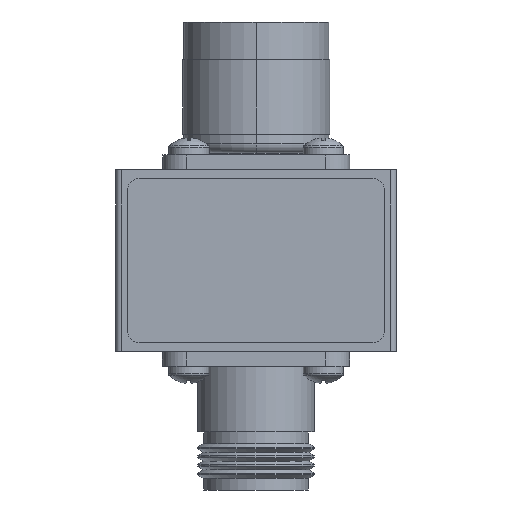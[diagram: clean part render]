
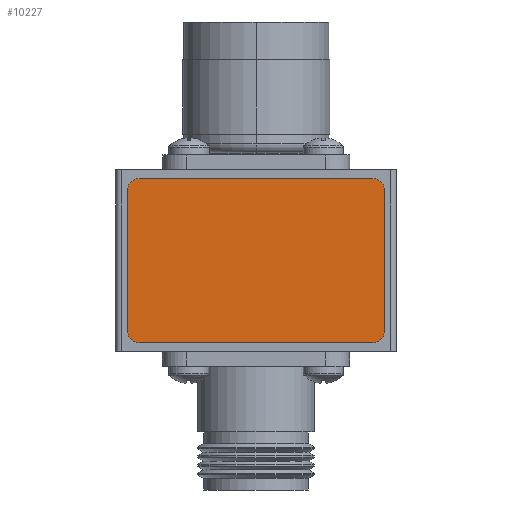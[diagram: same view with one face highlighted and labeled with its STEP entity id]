
A CAD part, front view. The second image highlights one B-rep face of the part: STEP entity #10227.
In plain terms, the highlighted face is planar.
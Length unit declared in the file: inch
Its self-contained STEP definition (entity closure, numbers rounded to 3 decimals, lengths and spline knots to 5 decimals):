
#213 = EDGE_CURVE ( 'NONE', #4460, #5205, #4767, .T. ) ;
#361 = DIRECTION ( 'NONE',  ( 0., 1., 0. ) ) ;
#438 = EDGE_CURVE ( 'NONE', #11568, #4460, #10984, .T. ) ;
#520 = VERTEX_POINT ( 'NONE', #1146 ) ;
#1146 = CARTESIAN_POINT ( 'NONE',  ( 0.6875, -0.375, 0.005 ) ) ;
#1736 = DIRECTION ( 'NONE',  ( 1., 0., 0. ) ) ;
#1854 = CARTESIAN_POINT ( 'NONE',  ( -0.625, 0.375, 0.005 ) ) ;
#1989 = DIRECTION ( 'NONE',  ( 0., 0., 1. ) ) ;
#2016 = CARTESIAN_POINT ( 'NONE',  ( 0.6875, 0.375, 0.005 ) ) ;
#2124 = CIRCLE ( 'NONE', #4666, 0.0625 ) ;
#2349 = AXIS2_PLACEMENT_3D ( 'NONE', #4083, #9702, #1736 ) ;
#2403 = CIRCLE ( 'NONE', #6615, 0.0625 ) ;
#2451 = EDGE_CURVE ( 'NONE', #520, #3645, #12547, .T. ) ;
#2478 = LINE ( 'NONE', #3985, #4718 ) ;
#2768 = DIRECTION ( 'NONE',  ( 1., 0., 0. ) ) ;
#2804 = VERTEX_POINT ( 'NONE', #11094 ) ;
#2905 = DIRECTION ( 'NONE',  ( -1., 0., 0. ) ) ;
#2910 = CARTESIAN_POINT ( 'NONE',  ( 0.625, 0.375, 0.005 ) ) ;
#2958 = DIRECTION ( 'NONE',  ( -1., 0., 0. ) ) ;
#3645 = VERTEX_POINT ( 'NONE', #2016 ) ;
#3932 = CARTESIAN_POINT ( 'NONE',  ( 0.625, -0.4375, 0.005 ) ) ;
#3950 = DIRECTION ( 'NONE',  ( 0., 0., -1. ) ) ;
#3985 = CARTESIAN_POINT ( 'NONE',  ( -0.625, -0.4375, 0.005 ) ) ;
#4015 = ORIENTED_EDGE ( 'NONE', *, *, #6711, .T. ) ;
#4083 = CARTESIAN_POINT ( 'NONE',  ( 0.625, -0.375, 0.005 ) ) ;
#4288 = VERTEX_POINT ( 'NONE', #3932 ) ;
#4460 = VERTEX_POINT ( 'NONE', #9516 ) ;
#4602 = CARTESIAN_POINT ( 'NONE',  ( -0.6875, 0.375, 0.005 ) ) ;
#4666 = AXIS2_PLACEMENT_3D ( 'NONE', #6401, #11642, #11691 ) ;
#4718 = VECTOR ( 'NONE', #2768, 39.37008 ) ;
#4767 = CIRCLE ( 'NONE', #12636, 0.0625 ) ;
#5133 = EDGE_CURVE ( 'NONE', #7487, #2804, #2124, .T. ) ;
#5205 = VERTEX_POINT ( 'NONE', #4602 ) ;
#5980 = EDGE_CURVE ( 'NONE', #5205, #7487, #8664, .T. ) ;
#6051 = DIRECTION ( 'NONE',  ( -1., 0., 0. ) ) ;
#6052 = CARTESIAN_POINT ( 'NONE',  ( -0.6875, -0.375, 0.005 ) ) ;
#6401 = CARTESIAN_POINT ( 'NONE',  ( -0.625, -0.375, 0.005 ) ) ;
#6615 = AXIS2_PLACEMENT_3D ( 'NONE', #2910, #10100, #7998 ) ;
#6711 = EDGE_CURVE ( 'NONE', #3645, #11568, #2403, .T. ) ;
#7082 = FACE_OUTER_BOUND ( 'NONE', #11295, .T. ) ;
#7107 = PLANE ( 'NONE',  #12122 ) ;
#7432 = ORIENTED_EDGE ( 'NONE', *, *, #438, .T. ) ;
#7487 = VERTEX_POINT ( 'NONE', #9436 ) ;
#7560 = CARTESIAN_POINT ( 'NONE',  ( 0.6875, -0.375, 0.005 ) ) ;
#7998 = DIRECTION ( 'NONE',  ( -1., 0., 0. ) ) ;
#8079 = ORIENTED_EDGE ( 'NONE', *, *, #5133, .T. ) ;
#8664 = LINE ( 'NONE', #6052, #11445 ) ;
#8685 = CARTESIAN_POINT ( 'NONE',  ( 0.625, 0.4375, 0.005 ) ) ;
#8705 = EDGE_CURVE ( 'NONE', #4288, #520, #10871, .T. ) ;
#9028 = EDGE_CURVE ( 'NONE', #2804, #4288, #2478, .T. ) ;
#9436 = CARTESIAN_POINT ( 'NONE',  ( -0.6875, -0.375, 0.005 ) ) ;
#9516 = CARTESIAN_POINT ( 'NONE',  ( -0.625, 0.4375, 0.005 ) ) ;
#9702 = DIRECTION ( 'NONE',  ( 0., 0., 1. ) ) ;
#10100 = DIRECTION ( 'NONE',  ( 0., 0., 1. ) ) ;
#10166 = ORIENTED_EDGE ( 'NONE', *, *, #213, .T. ) ;
#10169 = VECTOR ( 'NONE', #6051, 39.37008 ) ;
#10227 = ADVANCED_FACE ( 'NONE', ( #7082 ), #7107, .F. ) ;
#10871 = CIRCLE ( 'NONE', #2349, 0.0625 ) ;
#10984 = LINE ( 'NONE', #12246, #10169 ) ;
#11022 = ORIENTED_EDGE ( 'NONE', *, *, #5980, .T. ) ;
#11094 = CARTESIAN_POINT ( 'NONE',  ( -0.625, -0.4375, 0.005 ) ) ;
#11152 = CARTESIAN_POINT ( 'NONE',  ( -0.625, -0.375, 0.005 ) ) ;
#11295 = EDGE_LOOP ( 'NONE', ( #8079, #12524, #11772, #13115, #4015, #7432, #10166, #11022 ) ) ;
#11445 = VECTOR ( 'NONE', #13207, 39.37008 ) ;
#11568 = VERTEX_POINT ( 'NONE', #8685 ) ;
#11642 = DIRECTION ( 'NONE',  ( 0., 0., 1. ) ) ;
#11691 = DIRECTION ( 'NONE',  ( -1., 0., 0. ) ) ;
#11731 = VECTOR ( 'NONE', #361, 39.37008 ) ;
#11772 = ORIENTED_EDGE ( 'NONE', *, *, #8705, .T. ) ;
#12122 = AXIS2_PLACEMENT_3D ( 'NONE', #11152, #3950, #2958 ) ;
#12246 = CARTESIAN_POINT ( 'NONE',  ( -0.625, 0.4375, 0.005 ) ) ;
#12524 = ORIENTED_EDGE ( 'NONE', *, *, #9028, .T. ) ;
#12547 = LINE ( 'NONE', #7560, #11731 ) ;
#12636 = AXIS2_PLACEMENT_3D ( 'NONE', #1854, #1989, #2905 ) ;
#13115 = ORIENTED_EDGE ( 'NONE', *, *, #2451, .T. ) ;
#13207 = DIRECTION ( 'NONE',  ( 0., -1., 0. ) ) ;
